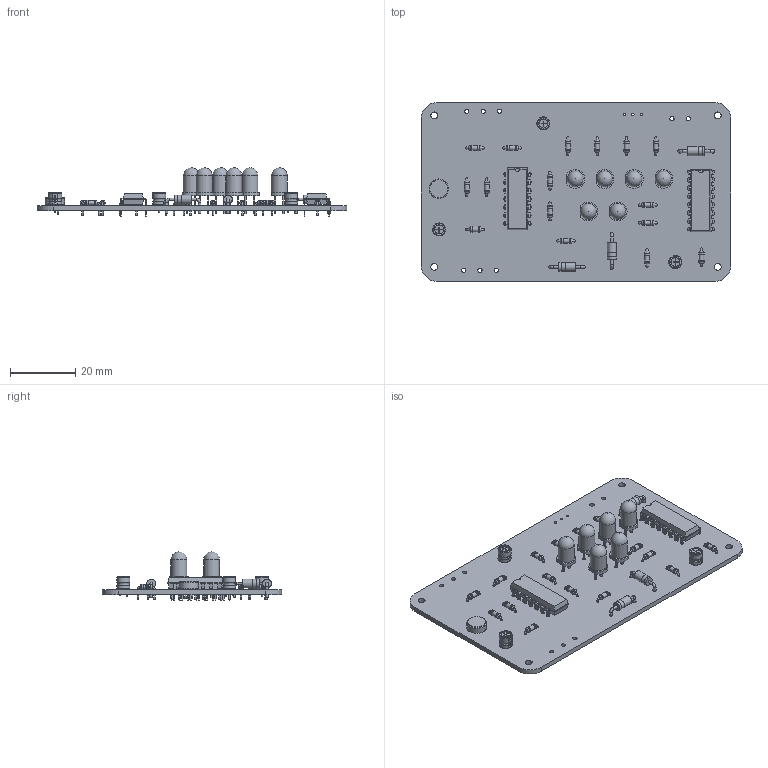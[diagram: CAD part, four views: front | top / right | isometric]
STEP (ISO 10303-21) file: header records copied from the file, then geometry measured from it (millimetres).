
FILE_DESCRIPTION(('KiCad electronic assembly'),'2;1');
FILE_NAME('g03-spectra.step','2025-06-27T12:33:24',('Pcbnew'),('Kicad'), 'Open CASCADE STEP processor 7.8','KiCad to STEP converter','Unknown' );
FILE_SCHEMA(('AUTOMOTIVE_DESIGN { 1 0 10303 214 1 1 1 1 }'));
Length unit declared in the file: millimetre
Products named in the file (9): g03-spectra 1; R_Axial_DIN0204_L3.6mm_D1.6mm_P5.08mm_Horizontal; LED_D5.0mm; CP_Radial_D4.0mm_P2.00mm; DIP-14_W7.62mm; D_DO-41_SOD81_P10.16mm_Horizontal; POM-2244P-C3310-2-R; DIP-16_W7.62mm; g03-spectra_PCB
Assembly tree (32 placements, depth 2):
  g03-spectra 1
    R_Axial_DIN0204_L3.6mm_D1.6mm_P5.08mm_Horizontal  x16
    LED_D5.0mm  x6
    CP_Radial_D4.0mm_P2.00mm  x3
    DIP-14_W7.62mm
    D_DO-41_SOD81_P10.16mm_Horizontal  x3
    POM-2244P-C3310-2-R
    DIP-16_W7.62mm
    g03-spectra_PCB
Bounding box: 95 x 55 x 14.9 mm (x, y, z)
Volume: 9904.7 mm3; surface area: 14668.6 mm2
Topology: 36 solids, 39 shells, 1237 faces, 2891 edges, 1834 vertices
Faces by surface type: plane 712, cylinder 340, torus 83, bspline 78, revolution 18, sphere 6
Full cylindrical faces by diameter (mm): 0.3 x6, 0.45 x2, 0.5 x32, 0.6 x6, 0.65 x2, 0.7 x35, 0.8 x42, 0.9 x15, 1.1 x6, 1.186 x1, 1.3 x8, 1.44 x16, 1.6 x32, 2.1 x4, 2.7 x6, 2.72 x3, 4.85 x2, 4.9 x6, 5.5 x1, 6 x1
Entity records: 31074 total; most frequent: CARTESIAN_POINT 5987, ORIENTED_EDGE 4140, DIRECTION 4002, EDGE_CURVE 2070, LINE 1528, VECTOR 1528, VERTEX_POINT 1323, AXIS2_PLACEMENT_3D 1234
